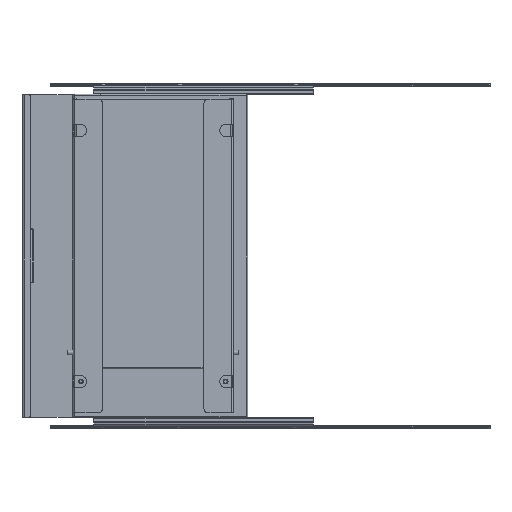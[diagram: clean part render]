
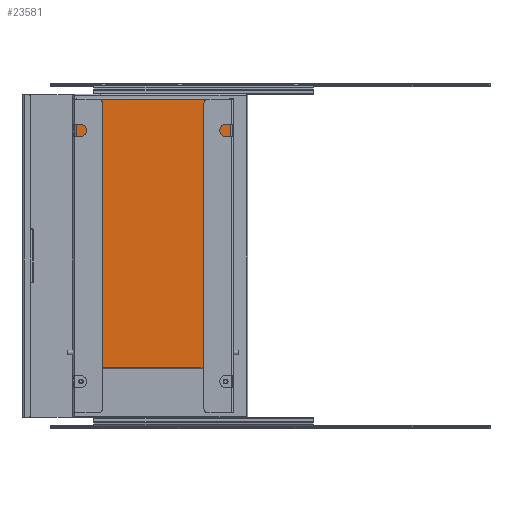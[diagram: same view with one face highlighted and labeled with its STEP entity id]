
A CAD part, left-side view. The second image highlights one B-rep face of the part: STEP entity #23581.
In plain terms, the highlighted planar face has unit normal (-1, 0, 0).
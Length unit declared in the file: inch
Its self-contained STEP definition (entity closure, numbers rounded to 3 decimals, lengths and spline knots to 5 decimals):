
#884 = CARTESIAN_POINT ( 'NONE',  ( 12.66532, 0.35003, -0.34222 ) ) ;
#892 = VERTEX_POINT ( 'NONE', #1115 ) ;
#1033 = ORIENTED_EDGE ( 'NONE', *, *, #26348, .F. ) ;
#1091 = DIRECTION ( 'NONE',  ( 0., 1., 0. ) ) ;
#1102 = ORIENTED_EDGE ( 'NONE', *, *, #21168, .F. ) ;
#1115 = CARTESIAN_POINT ( 'NONE',  ( 12.66532, 10.91848, -13.8415 ) ) ;
#1340 = CARTESIAN_POINT ( 'NONE',  ( 12.66532, 10.63918, -14.2165 ) ) ;
#1425 = VECTOR ( 'NONE', #27610, 39.37008 ) ;
#1623 = CARTESIAN_POINT ( 'NONE',  ( 12.66532, 1.38977, -14.5915 ) ) ;
#2466 = VERTEX_POINT ( 'NONE', #27724 ) ;
#2675 = VECTOR ( 'NONE', #12275, 39.37008 ) ;
#2741 = VECTOR ( 'NONE', #17889, 39.37008 ) ;
#2874 = EDGE_CURVE ( 'NONE', #30796, #13051, #19045, .T. ) ;
#3193 = VERTEX_POINT ( 'NONE', #5417 ) ;
#3315 = EDGE_CURVE ( 'NONE', #2466, #20500, #5546, .T. ) ;
#3572 = LINE ( 'NONE', #22050, #14338 ) ;
#3585 = CARTESIAN_POINT ( 'NONE',  ( 12.66532, 1.11047, -18.13095 ) ) ;
#3633 = ORIENTED_EDGE ( 'NONE', *, *, #3315, .T. ) ;
#4746 = EDGE_CURVE ( 'NONE', #7960, #30796, #15085, .T. ) ;
#4783 = EDGE_CURVE ( 'NONE', #13051, #6705, #24682, .T. ) ;
#4950 = LINE ( 'NONE', #18363, #11389 ) ;
#5417 = CARTESIAN_POINT ( 'NONE',  ( 12.66532, 10.63918, -13.8415 ) ) ;
#5546 = LINE ( 'NONE', #15994, #16769 ) ;
#6449 = ORIENTED_EDGE ( 'NONE', *, *, #31831, .T. ) ;
#6493 = EDGE_CURVE ( 'NONE', #6718, #892, #26454, .T. ) ;
#6705 = VERTEX_POINT ( 'NONE', #13690 ) ;
#6718 = VERTEX_POINT ( 'NONE', #11078 ) ;
#7378 = VECTOR ( 'NONE', #11160, 39.37008 ) ;
#7423 = VERTEX_POINT ( 'NONE', #14254 ) ;
#7600 = VERTEX_POINT ( 'NONE', #21724 ) ;
#7912 = VERTEX_POINT ( 'NONE', #32518 ) ;
#7960 = VERTEX_POINT ( 'NONE', #1623 ) ;
#8269 = EDGE_CURVE ( 'NONE', #7912, #10791, #28199, .T. ) ;
#8292 = CARTESIAN_POINT ( 'NONE',  ( 12.66532, 10.91848, -17.3705 ) ) ;
#8298 = CARTESIAN_POINT ( 'NONE',  ( 12.66532, 1.38977, -14.2165 ) ) ;
#8409 = ORIENTED_EDGE ( 'NONE', *, *, #8269, .T. ) ;
#8436 = EDGE_CURVE ( 'NONE', #7600, #14596, #4950, .T. ) ;
#8639 = LINE ( 'NONE', #19424, #28127 ) ;
#9282 = LINE ( 'NONE', #17283, #29647 ) ;
#9327 = DIRECTION ( 'NONE',  ( 0., 0., 1. ) ) ;
#9525 = DIRECTION ( 'NONE',  ( 1., 0., 0. ) ) ;
#10443 = CARTESIAN_POINT ( 'NONE',  ( 12.66532, 0.35003, -18.13095 ) ) ;
#10532 = EDGE_CURVE ( 'NONE', #3193, #7423, #20437, .T. ) ;
#10791 = VERTEX_POINT ( 'NONE', #18199 ) ;
#10795 = PLANE ( 'NONE',  #32015 ) ;
#11068 = DIRECTION ( 'NONE',  ( 0., -1., 0. ) ) ;
#11078 = CARTESIAN_POINT ( 'NONE',  ( 12.66532, 10.91848, -0.34222 ) ) ;
#11160 = DIRECTION ( 'NONE',  ( 0., 1., 0. ) ) ;
#11352 = CARTESIAN_POINT ( 'NONE',  ( 12.66532, 1.13047, -0.34222 ) ) ;
#11389 = VECTOR ( 'NONE', #21172, 39.37008 ) ;
#11946 = VECTOR ( 'NONE', #16937, 39.37008 ) ;
#12275 = DIRECTION ( 'NONE',  ( 0., 0., 1. ) ) ;
#12320 = DIRECTION ( 'NONE',  ( 0., 0., -1. ) ) ;
#13051 = VERTEX_POINT ( 'NONE', #33260 ) ;
#13400 = AXIS2_PLACEMENT_3D ( 'NONE', #8298, #19097, #23995 ) ;
#13457 = EDGE_CURVE ( 'NONE', #20500, #7600, #3572, .T. ) ;
#13521 = EDGE_CURVE ( 'NONE', #24298, #22402, #25207, .T. ) ;
#13584 = FACE_OUTER_BOUND ( 'NONE', #32181, .T. ) ;
#13690 = CARTESIAN_POINT ( 'NONE',  ( 12.66532, 1.11047, -0.34222 ) ) ;
#13806 = DIRECTION ( 'NONE',  ( 0., -1., 0. ) ) ;
#14023 = DIRECTION ( 'NONE',  ( 0., 1., 0. ) ) ;
#14254 = CARTESIAN_POINT ( 'NONE',  ( 12.66532, 10.63918, -14.5915 ) ) ;
#14338 = VECTOR ( 'NONE', #11068, 39.37008 ) ;
#14596 = VERTEX_POINT ( 'NONE', #16479 ) ;
#15085 = CIRCLE ( 'NONE', #13400, 0.375 ) ;
#15994 = CARTESIAN_POINT ( 'NONE',  ( 12.66532, 10.91848, -18.13095 ) ) ;
#16249 = ORIENTED_EDGE ( 'NONE', *, *, #26831, .T. ) ;
#16479 = CARTESIAN_POINT ( 'NONE',  ( 12.66532, 1.11047, -14.5915 ) ) ;
#16769 = VECTOR ( 'NONE', #21582, 39.37008 ) ;
#16937 = DIRECTION ( 'NONE',  ( 0., 1., 0. ) ) ;
#16967 = VECTOR ( 'NONE', #30675, 39.37008 ) ;
#17048 = CARTESIAN_POINT ( 'NONE',  ( 12.66532, 10.89847, -18.13095 ) ) ;
#17251 = ORIENTED_EDGE ( 'NONE', *, *, #4746, .T. ) ;
#17283 = CARTESIAN_POINT ( 'NONE',  ( 12.66532, 10.77883, -13.8415 ) ) ;
#17889 = DIRECTION ( 'NONE',  ( 0., 1., 0. ) ) ;
#18176 = ORIENTED_EDGE ( 'NONE', *, *, #13521, .T. ) ;
#18199 = CARTESIAN_POINT ( 'NONE',  ( 12.66532, 10.89847, -0.34222 ) ) ;
#18258 = CARTESIAN_POINT ( 'NONE',  ( 12.66532, 1.13047, -0.3125 ) ) ;
#18363 = CARTESIAN_POINT ( 'NONE',  ( 12.66532, 1.11047, -18.13095 ) ) ;
#19045 = LINE ( 'NONE', #29697, #26794 ) ;
#19097 = DIRECTION ( 'NONE',  ( 1., 0., 0. ) ) ;
#19424 = CARTESIAN_POINT ( 'NONE',  ( 12.66532, 0.35003, -0.3125 ) ) ;
#19546 = CARTESIAN_POINT ( 'NONE',  ( 12.66532, 0.35003, -0.34222 ) ) ;
#20332 = DIRECTION ( 'NONE',  ( 0., 0., 1. ) ) ;
#20437 = CIRCLE ( 'NONE', #28246, 0.375 ) ;
#20500 = VERTEX_POINT ( 'NONE', #8292 ) ;
#20618 = EDGE_CURVE ( 'NONE', #22402, #7912, #8639, .T. ) ;
#20852 = CARTESIAN_POINT ( 'NONE',  ( 12.66532, 10.91848, -18.13095 ) ) ;
#20906 = DIRECTION ( 'NONE',  ( -1., 0., 0. ) ) ;
#21168 = EDGE_CURVE ( 'NONE', #7960, #14596, #32845, .T. ) ;
#21172 = DIRECTION ( 'NONE',  ( 0., 0., 1. ) ) ;
#21582 = DIRECTION ( 'NONE',  ( 0., 0., -1. ) ) ;
#21724 = CARTESIAN_POINT ( 'NONE',  ( 12.66532, 1.11047, -17.3705 ) ) ;
#21852 = ORIENTED_EDGE ( 'NONE', *, *, #6493, .T. ) ;
#22050 = CARTESIAN_POINT ( 'NONE',  ( 12.66532, 0.35003, -17.3705 ) ) ;
#22402 = VERTEX_POINT ( 'NONE', #18258 ) ;
#22797 = LINE ( 'NONE', #33454, #2741 ) ;
#22912 = CARTESIAN_POINT ( 'NONE',  ( 12.66532, 1.13047, -18.13095 ) ) ;
#23581 = ADVANCED_FACE ( 'NONE', ( #13584 ), #10795, .T. ) ;
#23995 = DIRECTION ( 'NONE',  ( 0., 0., 1. ) ) ;
#24221 = ORIENTED_EDGE ( 'NONE', *, *, #2874, .T. ) ;
#24298 = VERTEX_POINT ( 'NONE', #11352 ) ;
#24682 = LINE ( 'NONE', #3585, #25693 ) ;
#25207 = LINE ( 'NONE', #22912, #2675 ) ;
#25693 = VECTOR ( 'NONE', #9327, 39.37008 ) ;
#26169 = CARTESIAN_POINT ( 'NONE',  ( 12.66532, 1.38977, -13.8415 ) ) ;
#26348 = EDGE_CURVE ( 'NONE', #3193, #892, #9282, .T. ) ;
#26454 = LINE ( 'NONE', #20852, #31896 ) ;
#26794 = VECTOR ( 'NONE', #13806, 39.37008 ) ;
#26831 = EDGE_CURVE ( 'NONE', #6705, #24298, #30186, .T. ) ;
#27610 = DIRECTION ( 'NONE',  ( 0., -1., 0. ) ) ;
#27647 = ORIENTED_EDGE ( 'NONE', *, *, #29921, .T. ) ;
#27724 = CARTESIAN_POINT ( 'NONE',  ( 12.66532, 10.91848, -14.5915 ) ) ;
#28127 = VECTOR ( 'NONE', #14023, 39.37008 ) ;
#28199 = LINE ( 'NONE', #17048, #16967 ) ;
#28246 = AXIS2_PLACEMENT_3D ( 'NONE', #1340, #9525, #20332 ) ;
#28645 = ORIENTED_EDGE ( 'NONE', *, *, #10532, .T. ) ;
#29106 = ORIENTED_EDGE ( 'NONE', *, *, #4783, .T. ) ;
#29647 = VECTOR ( 'NONE', #1091, 39.37008 ) ;
#29697 = CARTESIAN_POINT ( 'NONE',  ( 12.66532, 1.25012, -13.8415 ) ) ;
#29861 = LINE ( 'NONE', #19546, #11946 ) ;
#29921 = EDGE_CURVE ( 'NONE', #10791, #6718, #29861, .T. ) ;
#30186 = LINE ( 'NONE', #884, #7378 ) ;
#30234 = CARTESIAN_POINT ( 'NONE',  ( 12.66532, 1.25012, -14.5915 ) ) ;
#30498 = ORIENTED_EDGE ( 'NONE', *, *, #13457, .T. ) ;
#30675 = DIRECTION ( 'NONE',  ( 0., 0., -1. ) ) ;
#30796 = VERTEX_POINT ( 'NONE', #26169 ) ;
#31574 = DIRECTION ( 'NONE',  ( 0., 0., 1. ) ) ;
#31831 = EDGE_CURVE ( 'NONE', #7423, #2466, #22797, .T. ) ;
#31896 = VECTOR ( 'NONE', #12320, 39.37008 ) ;
#32015 = AXIS2_PLACEMENT_3D ( 'NONE', #10443, #20906, #31574 ) ;
#32181 = EDGE_LOOP ( 'NONE', ( #21852, #1033, #28645, #6449, #3633, #30498, #33147, #1102, #17251, #24221, #29106, #16249, #18176, #33877, #8409, #27647 ) ) ;
#32518 = CARTESIAN_POINT ( 'NONE',  ( 12.66532, 10.89847, -0.3125 ) ) ;
#32845 = LINE ( 'NONE', #30234, #1425 ) ;
#33147 = ORIENTED_EDGE ( 'NONE', *, *, #8436, .T. ) ;
#33260 = CARTESIAN_POINT ( 'NONE',  ( 12.66532, 1.11047, -13.8415 ) ) ;
#33454 = CARTESIAN_POINT ( 'NONE',  ( 12.66532, 10.77883, -14.5915 ) ) ;
#33877 = ORIENTED_EDGE ( 'NONE', *, *, #20618, .T. ) ;
